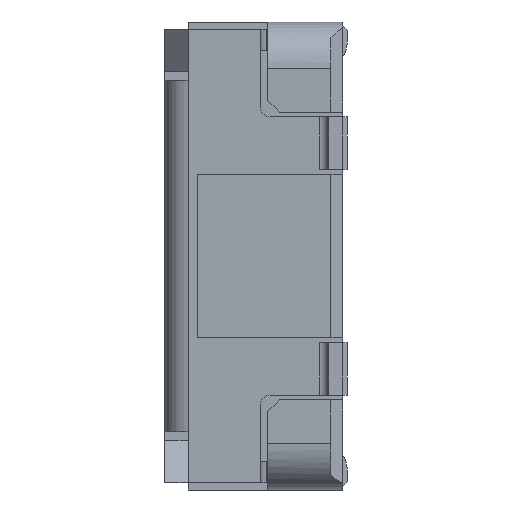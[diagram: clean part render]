
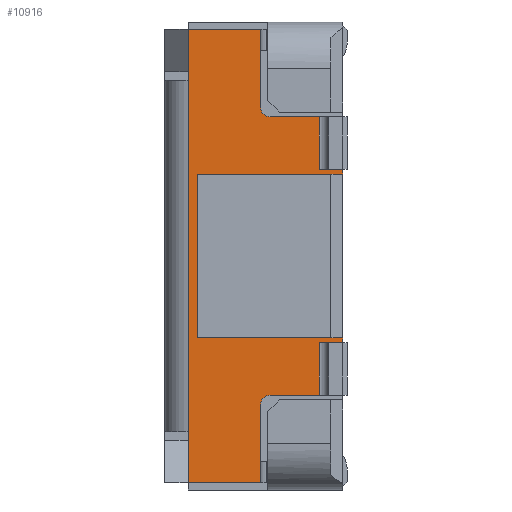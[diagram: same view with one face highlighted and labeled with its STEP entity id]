
A CAD part, left-side view. The second image highlights one B-rep face of the part: STEP entity #10916.
In plain terms, the highlighted planar face has unit normal (-1, 0, 0).
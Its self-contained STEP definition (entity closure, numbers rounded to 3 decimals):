
#3124=DIRECTION('',(0.,0.,1.));
#3125=VECTOR('',#3124,0.7);
#3126=CARTESIAN_POINT('',(-1.58,0.29,-0.35));
#3127=LINE('',#3126,#3125);
#3128=DIRECTION('',(0.,0.,-1.));
#3129=VECTOR('',#3128,0.225);
#3130=CARTESIAN_POINT('',(-1.58,-0.23,-0.37));
#3131=LINE('',#3130,#3129);
#3132=DIRECTION('',(0.,1.,0.));
#3133=VECTOR('',#3132,0.21);
#3134=CARTESIAN_POINT('',(-1.58,-0.23,-0.595));
#3135=LINE('',#3134,#3133);
#3136=CARTESIAN_POINT('',(-1.58,-0.02,-0.635));
#3137=DIRECTION('',(-1.,0.,0.));
#3138=DIRECTION('',(0.,0.,1.));
#3139=AXIS2_PLACEMENT_3D('',#3136,#3137,#3138);
#3141=DIRECTION('',(0.,0.,-1.));
#3142=VECTOR('',#3141,0.335);
#3143=CARTESIAN_POINT('',(-1.58,0.02,-0.635));
#3144=LINE('',#3143,#3142);
#3145=DIRECTION('',(0.,1.,0.));
#3146=VECTOR('',#3145,0.31);
#3147=CARTESIAN_POINT('',(-1.58,0.02,-0.97));
#3148=LINE('',#3147,#3146);
#3149=DIRECTION('',(0.,0.,1.));
#3150=VECTOR('',#3149,1.94);
#3151=CARTESIAN_POINT('',(-1.58,0.33,-0.97));
#3152=LINE('',#3151,#3150);
#3153=DIRECTION('',(0.,-1.,0.));
#3154=VECTOR('',#3153,0.31);
#3155=CARTESIAN_POINT('',(-1.58,0.33,0.97));
#3156=LINE('',#3155,#3154);
#3157=DIRECTION('',(0.,0.,-1.));
#3158=VECTOR('',#3157,0.335);
#3159=CARTESIAN_POINT('',(-1.58,0.02,0.97));
#3160=LINE('',#3159,#3158);
#3161=CARTESIAN_POINT('',(-1.58,-0.02,0.635));
#3162=DIRECTION('',(-1.,0.,0.));
#3163=DIRECTION('',(0.,1.,0.));
#3164=AXIS2_PLACEMENT_3D('',#3161,#3162,#3163);
#3166=DIRECTION('',(0.,-1.,0.));
#3167=VECTOR('',#3166,0.21);
#3168=CARTESIAN_POINT('',(-1.58,-0.02,0.595));
#3169=LINE('',#3168,#3167);
#3170=DIRECTION('',(0.,0.,-1.));
#3171=VECTOR('',#3170,0.225);
#3172=CARTESIAN_POINT('',(-1.58,-0.23,0.595));
#3173=LINE('',#3172,#3171);
#3174=DIRECTION('',(0.,0.,-1.));
#3175=VECTOR('',#3174,0.02);
#3176=CARTESIAN_POINT('',(-1.58,-0.33,0.37));
#3177=LINE('',#3176,#3175);
#3178=DIRECTION('',(0.,0.,-1.));
#3179=VECTOR('',#3178,0.02);
#3180=CARTESIAN_POINT('',(-1.58,-0.33,-0.35));
#3181=LINE('',#3180,#3179);
#3217=DIRECTION('',(0.,-1.,0.));
#3218=VECTOR('',#3217,0.1);
#3219=CARTESIAN_POINT('',(-1.58,-0.23,-0.37));
#3220=LINE('',#3219,#3218);
#3336=DIRECTION('',(0.,1.,0.));
#3337=VECTOR('',#3336,0.1);
#3338=CARTESIAN_POINT('',(-1.58,-0.33,0.37));
#3339=LINE('',#3338,#3337);
#3398=DIRECTION('',(0.,1.,0.));
#3399=VECTOR('',#3398,0.62);
#3400=CARTESIAN_POINT('',(-1.58,-0.33,0.35));
#3401=LINE('',#3400,#3399);
#4773=DIRECTION('',(0.,1.,0.));
#4774=VECTOR('',#4773,0.62);
#4775=CARTESIAN_POINT('',(-1.58,-0.33,-0.35));
#4776=LINE('',#4775,#4774);
#5817=CARTESIAN_POINT('',(-1.58,0.33,0.97));
#5818=CARTESIAN_POINT('',(-1.58,0.02,0.97));
#5819=VERTEX_POINT('',#5817);
#5820=VERTEX_POINT('',#5818);
#5821=CARTESIAN_POINT('',(-1.58,0.02,0.635));
#5822=VERTEX_POINT('',#5821);
#5823=CARTESIAN_POINT('',(-1.58,-0.02,0.595));
#5824=VERTEX_POINT('',#5823);
#5825=CARTESIAN_POINT('',(-1.58,-0.02,-0.595));
#5826=CARTESIAN_POINT('',(-1.58,0.02,-0.635));
#5827=VERTEX_POINT('',#5825);
#5828=VERTEX_POINT('',#5826);
#5829=CARTESIAN_POINT('',(-1.58,0.02,-0.97));
#5830=VERTEX_POINT('',#5829);
#5831=CARTESIAN_POINT('',(-1.58,0.33,-0.97));
#5832=VERTEX_POINT('',#5831);
#6107=CARTESIAN_POINT('',(-1.58,-0.33,-0.35));
#6108=CARTESIAN_POINT('',(-1.58,0.29,-0.35));
#6109=VERTEX_POINT('',#6107);
#6110=VERTEX_POINT('',#6108);
#6111=CARTESIAN_POINT('',(-1.58,-0.33,0.35));
#6112=CARTESIAN_POINT('',(-1.58,0.29,0.35));
#6113=VERTEX_POINT('',#6111);
#6114=VERTEX_POINT('',#6112);
#6179=CARTESIAN_POINT('',(-1.58,-0.23,-0.37));
#6180=CARTESIAN_POINT('',(-1.58,-0.23,-0.595));
#6181=VERTEX_POINT('',#6179);
#6182=VERTEX_POINT('',#6180);
#6187=CARTESIAN_POINT('',(-1.58,-0.23,0.595));
#6188=CARTESIAN_POINT('',(-1.58,-0.23,0.37));
#6189=VERTEX_POINT('',#6187);
#6190=VERTEX_POINT('',#6188);
#6651=CARTESIAN_POINT('',(-1.58,-0.33,-0.37));
#6652=VERTEX_POINT('',#6651);
#6653=CARTESIAN_POINT('',(-1.58,-0.33,0.37));
#6654=VERTEX_POINT('',#6653);
#10880=CARTESIAN_POINT('',(-1.58,0.33,0.));
#10881=DIRECTION('',(1.,0.,0.));
#10882=DIRECTION('',(0.,0.,-1.));
#10883=AXIS2_PLACEMENT_3D('',#10880,#10881,#10882);
#10884=PLANE('',#10883);
#10886=ORIENTED_EDGE('',*,*,#10885,.T.);
#10888=ORIENTED_EDGE('',*,*,#10887,.T.);
#10890=ORIENTED_EDGE('',*,*,#10889,.T.);
#10891=ORIENTED_EDGE('',*,*,#9473,.T.);
#10892=ORIENTED_EDGE('',*,*,#9218,.T.);
#10893=ORIENTED_EDGE('',*,*,#7423,.T.);
#10894=ORIENTED_EDGE('',*,*,#10417,.T.);
#10896=ORIENTED_EDGE('',*,*,#10895,.T.);
#10898=ORIENTED_EDGE('',*,*,#10897,.T.);
#10900=ORIENTED_EDGE('',*,*,#10899,.T.);
#10902=ORIENTED_EDGE('',*,*,#10901,.T.);
#10904=ORIENTED_EDGE('',*,*,#10903,.F.);
#10905=ORIENTED_EDGE('',*,*,#7004,.T.);
#10907=ORIENTED_EDGE('',*,*,#10906,.T.);
#10908=ORIENTED_EDGE('',*,*,#10870,.F.);
#10910=ORIENTED_EDGE('',*,*,#10909,.F.);
#10911=ORIENTED_EDGE('',*,*,#6996,.T.);
#10913=ORIENTED_EDGE('',*,*,#10912,.F.);
#10914=EDGE_LOOP('',(#10886,#10888,#10890,#10891,#10892,#10893,#10894,#10896,
#10898,#10900,#10902,#10904,#10905,#10907,#10908,#10910,#10911,#10913));
#10915=FACE_OUTER_BOUND('',#10914,.F.);
#10916=ADVANCED_FACE('',(#10915),#10884,.F.);
#3140=CIRCLE('',#3139,0.04);
#3165=CIRCLE('',#3164,0.04);
#6996=EDGE_CURVE('',#6109,#6652,#3181,.T.);
#7004=EDGE_CURVE('',#6654,#6113,#3177,.T.);
#7423=EDGE_CURVE('',#5832,#5819,#3152,.T.);
#9218=EDGE_CURVE('',#5830,#5832,#3148,.T.);
#9473=EDGE_CURVE('',#5828,#5830,#3144,.T.);
#10417=EDGE_CURVE('',#5819,#5820,#3156,.T.);
#10870=EDGE_CURVE('',#6110,#6114,#3127,.T.);
#10885=EDGE_CURVE('',#6181,#6182,#3131,.T.);
#10887=EDGE_CURVE('',#6182,#5827,#3135,.T.);
#10889=EDGE_CURVE('',#5827,#5828,#3140,.T.);
#10895=EDGE_CURVE('',#5820,#5822,#3160,.T.);
#10897=EDGE_CURVE('',#5822,#5824,#3165,.T.);
#10899=EDGE_CURVE('',#5824,#6189,#3169,.T.);
#10901=EDGE_CURVE('',#6189,#6190,#3173,.T.);
#10903=EDGE_CURVE('',#6654,#6190,#3339,.T.);
#10906=EDGE_CURVE('',#6113,#6114,#3401,.T.);
#10909=EDGE_CURVE('',#6109,#6110,#4776,.T.);
#10912=EDGE_CURVE('',#6181,#6652,#3220,.T.);
